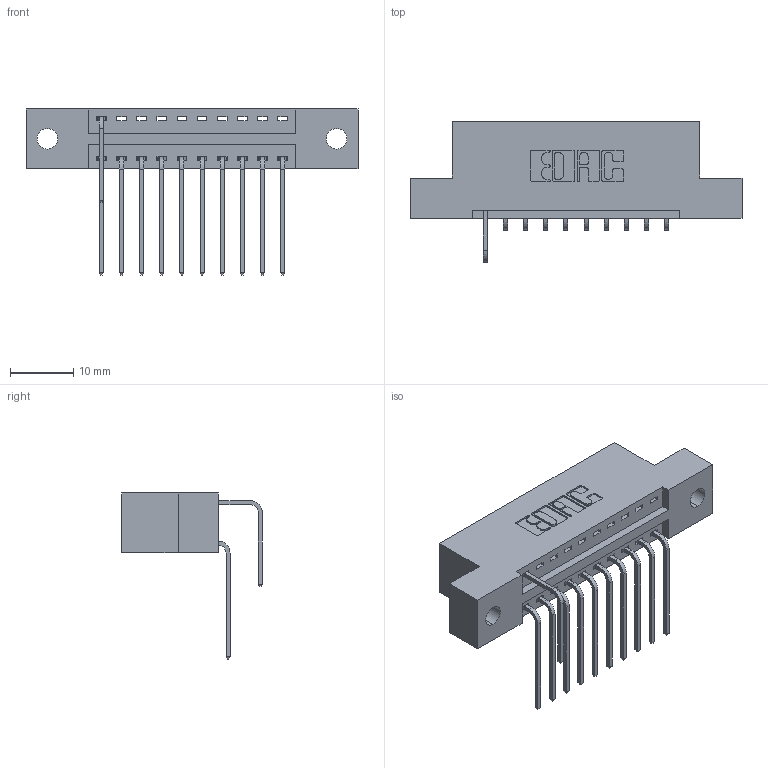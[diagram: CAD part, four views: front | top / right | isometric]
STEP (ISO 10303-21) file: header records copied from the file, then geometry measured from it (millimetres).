
FILE_DESCRIPTION (( 'STEP AP203' ), '1' );
FILE_NAME ('346-020-558-202.STEP', '2018-08-20T22:09:02', ( '' ), ( '' ), 'SwSTEP 2.0', 'SolidWorks 2016', '' );
FILE_SCHEMA (( 'CONFIG_CONTROL_DESIGN' ));
Length unit declared in the file: inch
Products named in the file (4): 346 Part_Flush Mounting Lugs - 0.128 Dia; 345-292-001_558 559 Tail - 1; 345-292-001_558 Tail - 2; 346-020-558-202
Assembly tree (12 placements, depth 2):
  346-020-558-202
    346 Part_Flush Mounting Lugs - 0.128 Dia
    345-292-001_558 559 Tail - 1  x10
    345-292-001_558 Tail - 2
Bounding box: 52.32 x 22.16 x 26.16 mm (x, y, z)
Volume: 4799.5 mm3; surface area: 5662.4 mm2
Topology: 12 solids, 12 shells, 770 faces, 2289 edges, 1510 vertices
Faces by surface type: plane 528, cylinder 242
Entity records: 12333 total; most frequent: CARTESIAN_POINT 2166, ORIENTED_EDGE 2058, DIRECTION 1923, EDGE_CURVE 1029, VECTOR 817, LINE 817, VERTEX_POINT 682, AXIS2_PLACEMENT_3D 553
